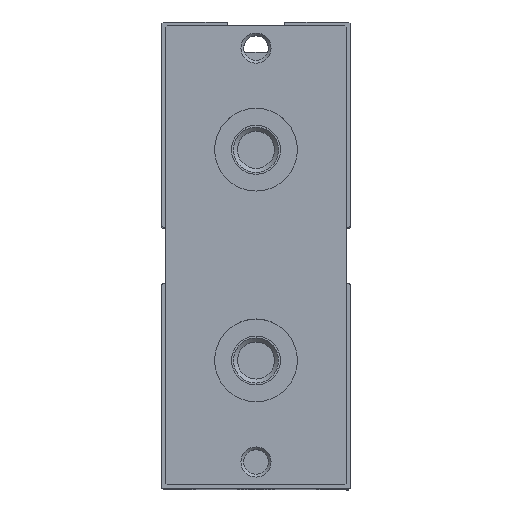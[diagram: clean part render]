
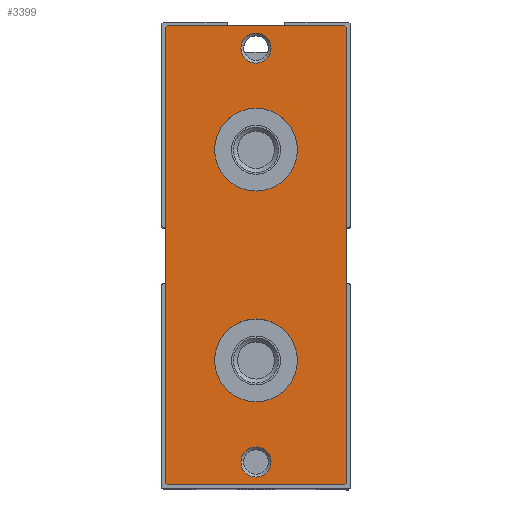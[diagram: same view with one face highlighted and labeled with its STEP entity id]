
A CAD part, top view. The second image highlights one B-rep face of the part: STEP entity #3399.
In plain terms, the highlighted planar face has unit normal (0, 0, 1).
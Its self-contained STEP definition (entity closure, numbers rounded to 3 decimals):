
#376=LINE('',#5834,#610);
#382=LINE('',#5846,#616);
#395=LINE('',#5874,#629);
#397=LINE('',#5878,#631);
#399=LINE('',#5882,#633);
#401=LINE('',#5890,#635);
#402=LINE('',#5892,#636);
#403=LINE('',#5894,#637);
#610=VECTOR('',#4654,1000.);
#616=VECTOR('',#4662,1000.);
#629=VECTOR('',#4685,1000.);
#631=VECTOR('',#4689,1000.);
#633=VECTOR('',#4693,1000.);
#635=VECTOR('',#4701,1000.);
#636=VECTOR('',#4704,1000.);
#637=VECTOR('',#4707,1000.);
#1444=ORIENTED_EDGE('',*,*,#1982,.T.);
#1445=ORIENTED_EDGE('',*,*,#1983,.T.);
#1446=ORIENTED_EDGE('',*,*,#1984,.T.);
#1447=ORIENTED_EDGE('',*,*,#1985,.T.);
#1448=ORIENTED_EDGE('',*,*,#1971,.T.);
#1449=ORIENTED_EDGE('',*,*,#1973,.T.);
#1450=ORIENTED_EDGE('',*,*,#1950,.T.);
#1451=ORIENTED_EDGE('',*,*,#1975,.T.);
#1452=ORIENTED_EDGE('',*,*,#1979,.T.);
#1453=ORIENTED_EDGE('',*,*,#1980,.T.);
#1454=ORIENTED_EDGE('',*,*,#1956,.T.);
#1455=ORIENTED_EDGE('',*,*,#1981,.T.);
#1950=EDGE_CURVE('',#2290,#2289,#376,.T.);
#1956=EDGE_CURVE('',#2295,#2294,#382,.T.);
#1971=EDGE_CURVE('',#2305,#2304,#395,.T.);
#1973=EDGE_CURVE('',#2304,#2290,#397,.T.);
#1975=EDGE_CURVE('',#2289,#2306,#399,.T.);
#1979=EDGE_CURVE('',#2306,#2309,#401,.T.);
#1980=EDGE_CURVE('',#2309,#2295,#402,.T.);
#1981=EDGE_CURVE('',#2294,#2305,#403,.T.);
#1982=EDGE_CURVE('',#2310,#2310,#2484,.T.);
#1983=EDGE_CURVE('',#2311,#2311,#2485,.T.);
#1984=EDGE_CURVE('',#2312,#2312,#2486,.T.);
#1985=EDGE_CURVE('',#2313,#2313,#2487,.T.);
#2289=VERTEX_POINT('',#5833);
#2290=VERTEX_POINT('',#5835);
#2294=VERTEX_POINT('',#5845);
#2295=VERTEX_POINT('',#5847);
#2304=VERTEX_POINT('',#5873);
#2305=VERTEX_POINT('',#5875);
#2306=VERTEX_POINT('',#5881);
#2309=VERTEX_POINT('',#5889);
#2310=VERTEX_POINT('',#5897);
#2311=VERTEX_POINT('',#5899);
#2312=VERTEX_POINT('',#5901);
#2313=VERTEX_POINT('',#5903);
#2484=CIRCLE('',#3783,5.5);
#2485=CIRCLE('',#3784,5.5);
#2486=CIRCLE('',#3785,2.);
#2487=CIRCLE('',#3786,2.);
#2735=EDGE_LOOP('',(#1444));
#2736=EDGE_LOOP('',(#1445));
#2737=EDGE_LOOP('',(#1446));
#2738=EDGE_LOOP('',(#1447));
#2739=EDGE_LOOP('',(#1448,#1449,#1450,#1451,#1452,#1453,#1454,#1455));
#3033=FACE_BOUND('',#2735,.T.);
#3034=FACE_BOUND('',#2736,.T.);
#3035=FACE_BOUND('',#2737,.T.);
#3036=FACE_BOUND('',#2738,.T.);
#3037=FACE_BOUND('',#2739,.T.);
#3209=PLANE('',#3782);
#3399=ADVANCED_FACE('',(#3033,#3034,#3035,#3036,#3037),#3209,.T.);
#3782=AXIS2_PLACEMENT_3D('',#5895,#4708,#4709);
#3783=AXIS2_PLACEMENT_3D('',#5896,#4710,#4711);
#3784=AXIS2_PLACEMENT_3D('',#5898,#4712,#4713);
#3785=AXIS2_PLACEMENT_3D('',#5900,#4714,#4715);
#3786=AXIS2_PLACEMENT_3D('',#5902,#4716,#4717);
#4654=DIRECTION('',(1.,0.,0.));
#4662=DIRECTION('',(-1.,0.,0.));
#4685=DIRECTION('',(0.,-1.,0.));
#4689=DIRECTION('',(0.707,-0.707,0.));
#4693=DIRECTION('',(0.707,0.707,0.));
#4701=DIRECTION('',(0.,1.,0.));
#4704=DIRECTION('',(-0.707,0.707,0.));
#4707=DIRECTION('',(-0.707,-0.707,0.));
#4708=DIRECTION('',(0.,0.,1.));
#4709=DIRECTION('',(1.,0.,0.));
#4710=DIRECTION('',(0.,0.,-1.));
#4711=DIRECTION('',(-1.,0.,0.));
#4712=DIRECTION('',(0.,0.,-1.));
#4713=DIRECTION('',(-1.,0.,0.));
#4714=DIRECTION('',(0.,0.,-1.));
#4715=DIRECTION('',(-1.,0.,0.));
#4716=DIRECTION('',(0.,0.,-1.));
#4717=DIRECTION('',(-1.,0.,0.));
#5833=CARTESIAN_POINT('',(11.8,-30.5,10.));
#5834=CARTESIAN_POINT('',(-11.8,-30.5,10.));
#5835=CARTESIAN_POINT('',(-11.8,-30.5,10.));
#5845=CARTESIAN_POINT('',(-11.8,30.5,10.));
#5846=CARTESIAN_POINT('',(11.8,30.5,10.));
#5847=CARTESIAN_POINT('',(11.8,30.5,10.));
#5873=CARTESIAN_POINT('',(-12.,-30.3,10.));
#5874=CARTESIAN_POINT('',(-12.,30.3,10.));
#5875=CARTESIAN_POINT('',(-12.,30.3,10.));
#5878=CARTESIAN_POINT('',(-12.,-30.3,10.));
#5881=CARTESIAN_POINT('',(12.,-30.3,10.));
#5882=CARTESIAN_POINT('',(11.8,-30.5,10.));
#5889=CARTESIAN_POINT('',(12.,30.3,10.));
#5890=CARTESIAN_POINT('',(12.,-30.3,10.));
#5892=CARTESIAN_POINT('',(12.,30.3,10.));
#5894=CARTESIAN_POINT('',(-11.8,30.5,10.));
#5895=CARTESIAN_POINT('',(0.,0.,10.));
#5896=CARTESIAN_POINT('',(0.,-14.,10.));
#5897=CARTESIAN_POINT('',(-5.5,-14.,10.));
#5898=CARTESIAN_POINT('',(0.,14.,10.));
#5899=CARTESIAN_POINT('',(-5.5,14.,10.));
#5900=CARTESIAN_POINT('',(0.,-27.5,10.));
#5901=CARTESIAN_POINT('',(-2.,-27.5,10.));
#5902=CARTESIAN_POINT('',(0.,27.5,10.));
#5903=CARTESIAN_POINT('',(-2.,27.5,10.));
